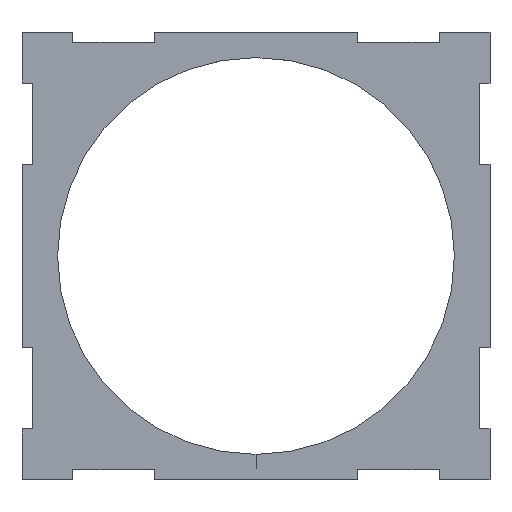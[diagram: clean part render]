
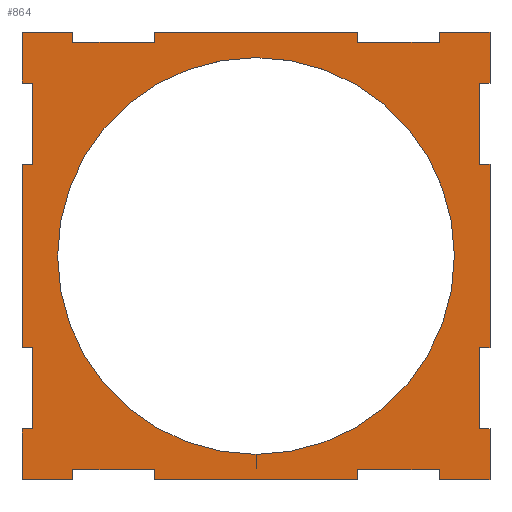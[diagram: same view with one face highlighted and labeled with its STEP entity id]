
A CAD part, top view. The second image highlights one B-rep face of the part: STEP entity #864.
In plain terms, the highlighted planar face has unit normal (0, 0, 1).
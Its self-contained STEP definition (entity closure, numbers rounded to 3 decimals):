
#17=FACE_BOUND('',#105,.T.);
#19=CIRCLE('',#916,97.5);
#61=FACE_OUTER_BOUND('',#104,.T.);
#104=EDGE_LOOP('',(#742,#743,#744,#745,#746,#747,#748,#749,#750,#751,#752,
#753,#754,#755,#756,#757,#758,#759,#760,#761,#762,#763,#764,#765,#766,#767,
#768,#769,#770,#771,#772,#773,#774,#775,#776,#777));
#105=EDGE_LOOP('',(#778,#779,#780,#781));
#106=LINE('',#1135,#224);
#110=LINE('',#1144,#228);
#114=LINE('',#1152,#232);
#117=LINE('',#1158,#235);
#120=LINE('',#1165,#238);
#124=LINE('',#1173,#242);
#127=LINE('',#1179,#245);
#130=LINE('',#1186,#248);
#134=LINE('',#1194,#252);
#137=LINE('',#1200,#255);
#140=LINE('',#1207,#258);
#144=LINE('',#1216,#262);
#148=LINE('',#1223,#266);
#150=LINE('',#1228,#268);
#154=LINE('',#1236,#272);
#157=LINE('',#1242,#275);
#160=LINE('',#1249,#278);
#164=LINE('',#1257,#282);
#167=LINE('',#1263,#285);
#170=LINE('',#1270,#288);
#174=LINE('',#1278,#292);
#177=LINE('',#1284,#295);
#180=LINE('',#1291,#298);
#184=LINE('',#1300,#302);
#188=LINE('',#1307,#306);
#190=LINE('',#1311,#308);
#193=LINE('',#1316,#311);
#195=LINE('',#1320,#313);
#198=LINE('',#1325,#316);
#201=LINE('',#1329,#319);
#202=LINE('',#1332,#320);
#206=LINE('',#1338,#324);
#214=LINE('',#1352,#332);
#215=LINE('',#1355,#333);
#218=LINE('',#1363,#336);
#220=LINE('',#1366,#338);
#221=LINE('',#1368,#339);
#222=LINE('',#1370,#340);
#223=LINE('',#1372,#341);
#224=VECTOR('',#927,10.);
#228=VECTOR('',#933,10.);
#232=VECTOR('',#939,10.);
#235=VECTOR('',#944,10.);
#238=VECTOR('',#949,10.);
#242=VECTOR('',#955,10.);
#245=VECTOR('',#960,10.);
#248=VECTOR('',#965,10.);
#252=VECTOR('',#971,10.);
#255=VECTOR('',#976,10.);
#258=VECTOR('',#981,10.);
#262=VECTOR('',#987,10.);
#266=VECTOR('',#993,10.);
#268=VECTOR('',#997,10.);
#272=VECTOR('',#1003,10.);
#275=VECTOR('',#1008,10.);
#278=VECTOR('',#1013,10.);
#282=VECTOR('',#1019,10.);
#285=VECTOR('',#1024,10.);
#288=VECTOR('',#1029,10.);
#292=VECTOR('',#1035,10.);
#295=VECTOR('',#1040,10.);
#298=VECTOR('',#1045,10.);
#302=VECTOR('',#1051,10.);
#306=VECTOR('',#1057,10.);
#308=VECTOR('',#1061,10.);
#311=VECTOR('',#1066,10.);
#313=VECTOR('',#1070,10.);
#316=VECTOR('',#1075,10.);
#319=VECTOR('',#1080,10.);
#320=VECTOR('',#1083,10.);
#324=VECTOR('',#1089,10.);
#332=VECTOR('',#1103,10.);
#333=VECTOR('',#1106,10.);
#336=VECTOR('',#1115,10.);
#338=VECTOR('',#1119,10.);
#339=VECTOR('',#1122,10.);
#340=VECTOR('',#1125,10.);
#341=VECTOR('',#1128,10.);
#342=VERTEX_POINT('',#1133);
#343=VERTEX_POINT('',#1134);
#346=VERTEX_POINT('',#1142);
#347=VERTEX_POINT('',#1143);
#350=VERTEX_POINT('',#1151);
#352=VERTEX_POINT('',#1157);
#354=VERTEX_POINT('',#1163);
#355=VERTEX_POINT('',#1164);
#358=VERTEX_POINT('',#1172);
#360=VERTEX_POINT('',#1178);
#362=VERTEX_POINT('',#1184);
#363=VERTEX_POINT('',#1185);
#366=VERTEX_POINT('',#1193);
#368=VERTEX_POINT('',#1199);
#370=VERTEX_POINT('',#1205);
#371=VERTEX_POINT('',#1206);
#374=VERTEX_POINT('',#1214);
#375=VERTEX_POINT('',#1215);
#378=VERTEX_POINT('',#1226);
#379=VERTEX_POINT('',#1227);
#382=VERTEX_POINT('',#1235);
#384=VERTEX_POINT('',#1241);
#386=VERTEX_POINT('',#1247);
#387=VERTEX_POINT('',#1248);
#390=VERTEX_POINT('',#1256);
#392=VERTEX_POINT('',#1262);
#394=VERTEX_POINT('',#1268);
#395=VERTEX_POINT('',#1269);
#398=VERTEX_POINT('',#1277);
#400=VERTEX_POINT('',#1283);
#402=VERTEX_POINT('',#1289);
#403=VERTEX_POINT('',#1290);
#406=VERTEX_POINT('',#1298);
#407=VERTEX_POINT('',#1299);
#410=VERTEX_POINT('',#1310);
#412=VERTEX_POINT('',#1319);
#414=VERTEX_POINT('',#1331);
#419=VERTEX_POINT('',#1354);
#420=VERTEX_POINT('',#1358);
#421=VERTEX_POINT('',#1362);
#422=EDGE_CURVE('',#342,#343,#106,.T.);
#426=EDGE_CURVE('',#346,#347,#110,.T.);
#430=EDGE_CURVE('',#350,#346,#114,.T.);
#433=EDGE_CURVE('',#352,#350,#117,.T.);
#436=EDGE_CURVE('',#354,#355,#120,.T.);
#440=EDGE_CURVE('',#358,#354,#124,.T.);
#443=EDGE_CURVE('',#355,#360,#127,.T.);
#446=EDGE_CURVE('',#362,#363,#130,.T.);
#450=EDGE_CURVE('',#366,#362,#134,.T.);
#453=EDGE_CURVE('',#368,#366,#137,.T.);
#456=EDGE_CURVE('',#370,#371,#140,.T.);
#460=EDGE_CURVE('',#374,#375,#144,.T.);
#464=EDGE_CURVE('',#371,#374,#148,.T.);
#466=EDGE_CURVE('',#378,#379,#150,.T.);
#470=EDGE_CURVE('',#382,#378,#154,.T.);
#473=EDGE_CURVE('',#384,#382,#157,.T.);
#476=EDGE_CURVE('',#386,#387,#160,.T.);
#480=EDGE_CURVE('',#390,#386,#164,.T.);
#483=EDGE_CURVE('',#387,#392,#167,.T.);
#486=EDGE_CURVE('',#394,#395,#170,.T.);
#490=EDGE_CURVE('',#398,#394,#174,.T.);
#493=EDGE_CURVE('',#400,#398,#177,.T.);
#496=EDGE_CURVE('',#402,#403,#180,.T.);
#500=EDGE_CURVE('',#406,#407,#184,.T.);
#504=EDGE_CURVE('',#403,#406,#188,.T.);
#506=EDGE_CURVE('',#410,#384,#190,.T.);
#509=EDGE_CURVE('',#379,#352,#193,.T.);
#511=EDGE_CURVE('',#412,#390,#195,.T.);
#514=EDGE_CURVE('',#392,#358,#198,.T.);
#517=EDGE_CURVE('',#395,#410,#201,.T.);
#518=EDGE_CURVE('',#414,#368,#202,.T.);
#522=EDGE_CURVE('',#363,#400,#206,.T.);
#531=EDGE_CURVE('',#407,#412,#214,.T.);
#532=EDGE_CURVE('',#419,#370,#215,.T.);
#535=EDGE_CURVE('',#420,#342,#19,.T.);
#536=EDGE_CURVE('',#421,#343,#218,.T.);
#538=EDGE_CURVE('',#420,#421,#220,.T.);
#539=EDGE_CURVE('',#375,#402,#221,.T.);
#540=EDGE_CURVE('',#347,#419,#222,.T.);
#541=EDGE_CURVE('',#360,#414,#223,.T.);
#742=ORIENTED_EDGE('',*,*,#426,.T.);
#743=ORIENTED_EDGE('',*,*,#540,.T.);
#744=ORIENTED_EDGE('',*,*,#532,.T.);
#745=ORIENTED_EDGE('',*,*,#456,.T.);
#746=ORIENTED_EDGE('',*,*,#464,.T.);
#747=ORIENTED_EDGE('',*,*,#460,.T.);
#748=ORIENTED_EDGE('',*,*,#539,.T.);
#749=ORIENTED_EDGE('',*,*,#496,.T.);
#750=ORIENTED_EDGE('',*,*,#504,.T.);
#751=ORIENTED_EDGE('',*,*,#500,.T.);
#752=ORIENTED_EDGE('',*,*,#531,.T.);
#753=ORIENTED_EDGE('',*,*,#511,.T.);
#754=ORIENTED_EDGE('',*,*,#480,.T.);
#755=ORIENTED_EDGE('',*,*,#476,.T.);
#756=ORIENTED_EDGE('',*,*,#483,.T.);
#757=ORIENTED_EDGE('',*,*,#514,.T.);
#758=ORIENTED_EDGE('',*,*,#440,.T.);
#759=ORIENTED_EDGE('',*,*,#436,.T.);
#760=ORIENTED_EDGE('',*,*,#443,.T.);
#761=ORIENTED_EDGE('',*,*,#541,.T.);
#762=ORIENTED_EDGE('',*,*,#518,.T.);
#763=ORIENTED_EDGE('',*,*,#453,.T.);
#764=ORIENTED_EDGE('',*,*,#450,.T.);
#765=ORIENTED_EDGE('',*,*,#446,.T.);
#766=ORIENTED_EDGE('',*,*,#522,.T.);
#767=ORIENTED_EDGE('',*,*,#493,.T.);
#768=ORIENTED_EDGE('',*,*,#490,.T.);
#769=ORIENTED_EDGE('',*,*,#486,.T.);
#770=ORIENTED_EDGE('',*,*,#517,.T.);
#771=ORIENTED_EDGE('',*,*,#506,.T.);
#772=ORIENTED_EDGE('',*,*,#473,.T.);
#773=ORIENTED_EDGE('',*,*,#470,.T.);
#774=ORIENTED_EDGE('',*,*,#466,.T.);
#775=ORIENTED_EDGE('',*,*,#509,.T.);
#776=ORIENTED_EDGE('',*,*,#433,.T.);
#777=ORIENTED_EDGE('',*,*,#430,.T.);
#778=ORIENTED_EDGE('',*,*,#535,.F.);
#779=ORIENTED_EDGE('',*,*,#538,.T.);
#780=ORIENTED_EDGE('',*,*,#536,.T.);
#781=ORIENTED_EDGE('',*,*,#422,.F.);
#822=PLANE('',#922);
#864=ADVANCED_FACE('',(#61,#17),#822,.T.);
#916=AXIS2_PLACEMENT_3D('',#1360,#1111,#1112);
#922=AXIS2_PLACEMENT_3D('',#1373,#1129,#1130);
#927=DIRECTION('',(0.,-1.,0.));
#933=DIRECTION('',(1.,0.,0.));
#939=DIRECTION('',(0.,1.,0.));
#944=DIRECTION('',(-1.,0.,0.));
#949=DIRECTION('',(0.,-1.,0.));
#955=DIRECTION('',(1.,0.,0.));
#960=DIRECTION('',(-1.,0.,0.));
#965=DIRECTION('',(0.,-1.,0.));
#971=DIRECTION('',(1.,0.,0.));
#976=DIRECTION('',(0.,1.,0.));
#981=DIRECTION('',(0.,-1.,0.));
#987=DIRECTION('',(0.,1.,0.));
#993=DIRECTION('',(-1.,0.,0.));
#997=DIRECTION('',(1.,0.,0.));
#1003=DIRECTION('',(0.,1.,0.));
#1008=DIRECTION('',(-1.,0.,0.));
#1013=DIRECTION('',(0.,-1.,0.));
#1019=DIRECTION('',(1.,0.,0.));
#1024=DIRECTION('',(-1.,0.,0.));
#1029=DIRECTION('',(0.,-1.,0.));
#1035=DIRECTION('',(1.,0.,0.));
#1040=DIRECTION('',(0.,1.,0.));
#1045=DIRECTION('',(0.,-1.,0.));
#1051=DIRECTION('',(0.,1.,0.));
#1057=DIRECTION('',(-1.,0.,0.));
#1061=DIRECTION('',(0.,1.,0.));
#1066=DIRECTION('',(0.,1.,0.));
#1070=DIRECTION('',(0.,-1.,0.));
#1075=DIRECTION('',(0.,-1.,0.));
#1080=DIRECTION('',(1.,0.,0.));
#1083=DIRECTION('',(1.,0.,0.));
#1089=DIRECTION('',(1.,0.,0.));
#1103=DIRECTION('',(-1.,0.,0.));
#1106=DIRECTION('',(-1.,0.,0.));
#1111=DIRECTION('center_axis',(0.,0.,1.));
#1112=DIRECTION('ref_axis',(-1.,0.,0.));
#1115=DIRECTION('',(-1.,-0.001,0.));
#1119=DIRECTION('',(0.001,-1.,0.));
#1122=DIRECTION('',(-1.,0.,0.));
#1125=DIRECTION('',(0.,1.,0.));
#1128=DIRECTION('',(0.,-1.,0.));
#1129=DIRECTION('center_axis',(0.,0.,1.));
#1130=DIRECTION('ref_axis',(1.,0.,0.));
#1133=CARTESIAN_POINT('',(115.,12.5,5.));
#1134=CARTESIAN_POINT('',(115.,5.546,5.));
#1135=CARTESIAN_POINT('',(115.,220.,5.));
#1142=CARTESIAN_POINT('',(225.,195.,5.));
#1143=CARTESIAN_POINT('',(230.,195.,5.));
#1144=CARTESIAN_POINT('',(170.,195.,5.));
#1151=CARTESIAN_POINT('',(225.,155.,5.));
#1152=CARTESIAN_POINT('',(225.,132.5,5.));
#1157=CARTESIAN_POINT('',(230.,155.,5.));
#1158=CARTESIAN_POINT('',(172.5,155.,5.));
#1163=CARTESIAN_POINT('',(5.,65.,5.));
#1164=CARTESIAN_POINT('',(5.,25.,5.));
#1165=CARTESIAN_POINT('',(5.,87.5,5.));
#1172=CARTESIAN_POINT('',(0.,65.,5.));
#1173=CARTESIAN_POINT('',(57.5,65.,5.));
#1178=CARTESIAN_POINT('',(0.,25.,5.));
#1179=CARTESIAN_POINT('',(60.,25.,5.));
#1184=CARTESIAN_POINT('',(65.,5.,5.));
#1185=CARTESIAN_POINT('',(65.,0.,5.));
#1186=CARTESIAN_POINT('',(65.,57.5,5.));
#1193=CARTESIAN_POINT('',(25.,5.,5.));
#1194=CARTESIAN_POINT('',(70.,5.,5.));
#1199=CARTESIAN_POINT('',(25.,0.,5.));
#1200=CARTESIAN_POINT('',(25.,55.,5.));
#1205=CARTESIAN_POINT('',(205.,220.,5.));
#1206=CARTESIAN_POINT('',(205.,215.,5.));
#1207=CARTESIAN_POINT('',(205.,165.,5.));
#1214=CARTESIAN_POINT('',(165.,215.,5.));
#1215=CARTESIAN_POINT('',(165.,220.,5.));
#1216=CARTESIAN_POINT('',(165.,162.5,5.));
#1223=CARTESIAN_POINT('',(160.,215.,5.));
#1226=CARTESIAN_POINT('',(225.,65.,5.));
#1227=CARTESIAN_POINT('',(230.,65.,5.));
#1228=CARTESIAN_POINT('',(170.,65.,5.));
#1235=CARTESIAN_POINT('',(225.,25.,5.));
#1236=CARTESIAN_POINT('',(225.,67.5,5.));
#1241=CARTESIAN_POINT('',(230.,25.,5.));
#1242=CARTESIAN_POINT('',(172.5,25.,5.));
#1247=CARTESIAN_POINT('',(5.,195.,5.));
#1248=CARTESIAN_POINT('',(5.,155.,5.));
#1249=CARTESIAN_POINT('',(5.,152.5,5.));
#1256=CARTESIAN_POINT('',(0.,195.,5.));
#1257=CARTESIAN_POINT('',(57.5,195.,5.));
#1262=CARTESIAN_POINT('',(0.,155.,5.));
#1263=CARTESIAN_POINT('',(60.,155.,5.));
#1268=CARTESIAN_POINT('',(205.,5.,5.));
#1269=CARTESIAN_POINT('',(205.,0.,5.));
#1270=CARTESIAN_POINT('',(205.,57.5,5.));
#1277=CARTESIAN_POINT('',(165.,5.,5.));
#1278=CARTESIAN_POINT('',(140.,5.,5.));
#1283=CARTESIAN_POINT('',(165.,0.,5.));
#1284=CARTESIAN_POINT('',(165.,55.,5.));
#1289=CARTESIAN_POINT('',(65.,220.,5.));
#1290=CARTESIAN_POINT('',(65.,215.,5.));
#1291=CARTESIAN_POINT('',(65.,165.,5.));
#1298=CARTESIAN_POINT('',(25.,215.,5.));
#1299=CARTESIAN_POINT('',(25.,220.,5.));
#1300=CARTESIAN_POINT('',(25.,162.5,5.));
#1307=CARTESIAN_POINT('',(90.,215.,5.));
#1310=CARTESIAN_POINT('',(230.,0.,5.));
#1311=CARTESIAN_POINT('',(230.,0.,5.));
#1316=CARTESIAN_POINT('',(230.,0.,5.));
#1319=CARTESIAN_POINT('',(0.,220.,5.));
#1320=CARTESIAN_POINT('',(0.,220.,5.));
#1325=CARTESIAN_POINT('',(0.,220.,5.));
#1329=CARTESIAN_POINT('',(0.,0.,5.));
#1331=CARTESIAN_POINT('',(0.,0.,5.));
#1332=CARTESIAN_POINT('',(0.,0.,5.));
#1338=CARTESIAN_POINT('',(0.,0.,5.));
#1352=CARTESIAN_POINT('',(230.,220.,5.));
#1354=CARTESIAN_POINT('',(230.,220.,5.));
#1355=CARTESIAN_POINT('',(230.,220.,5.));
#1358=CARTESIAN_POINT('',(115.068,12.5,5.));
#1360=CARTESIAN_POINT('Origin',(115.,110.,5.));
#1362=CARTESIAN_POINT('',(115.073,5.546,5.));
#1363=CARTESIAN_POINT('',(115.073,5.546,5.));
#1366=CARTESIAN_POINT('',(115.,110.,5.));
#1368=CARTESIAN_POINT('',(230.,220.,5.));
#1370=CARTESIAN_POINT('',(230.,0.,5.));
#1372=CARTESIAN_POINT('',(0.,220.,5.));
#1373=CARTESIAN_POINT('Origin',(115.,110.,5.));
